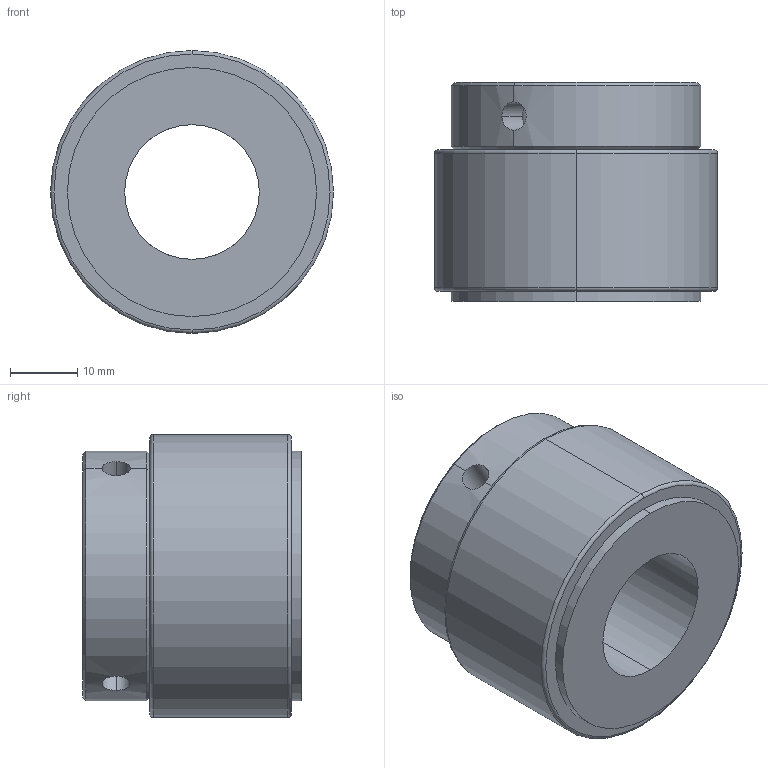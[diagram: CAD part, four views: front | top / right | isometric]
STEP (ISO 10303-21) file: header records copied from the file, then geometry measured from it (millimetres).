
FILE_DESCRIPTION (( 'STEP AP203' ), '1' );
FILE_NAME ('MAG-AM4221C-P12-ID20.STEP', '2020-08-13T10:05:42', ( '' ), ( '' ), 'SwSTEP 2.0', 'SolidWorks 2019', '' );
FILE_SCHEMA (( 'CONFIG_CONTROL_DESIGN' ));
Length unit declared in the file: millimetre
Products named in the file (4): MAG-4221-磁圈; MAG-BSC-OD37-ID20-L32-5 磁性環襯套; MAG-AM4221C-P12-ID20; MAG-RAL-OD37-ID25-L10-M5 鋁束環
Assembly tree (3 placements, depth 2):
  MAG-AM4221C-P12-ID20
    MAG-BSC-OD37-ID20-L32-5 磁性環襯套
    MAG-4221-磁圈
    MAG-RAL-OD37-ID25-L10-M5 鋁束環
Bounding box: 42 x 32.5 x 42 mm (x, y, z)
Volume: 30222 mm3; surface area: 15783.9 mm2
Topology: 3 solids, 3 shells, 67 faces, 173 edges, 111 vertices
Faces by surface type: cylinder 28, plane 21, torus 10, cone 8
Entity records: 2730 total; most frequent: CARTESIAN_POINT 633, DIRECTION 376, ORIENTED_EDGE 346, EDGE_CURVE 173, AXIS2_PLACEMENT_3D 150, VERTEX_POINT 111, CIRCLE 77, VECTOR 76
